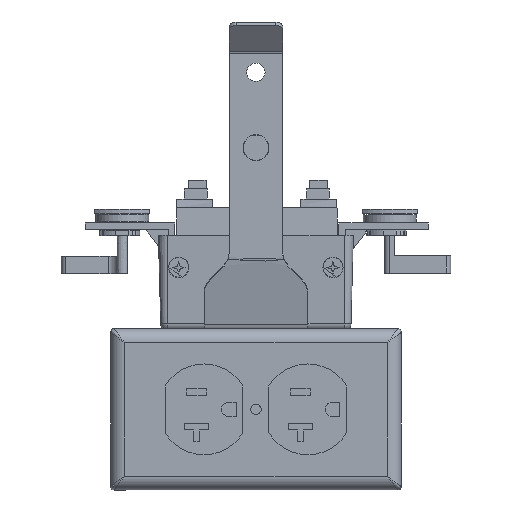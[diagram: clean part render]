
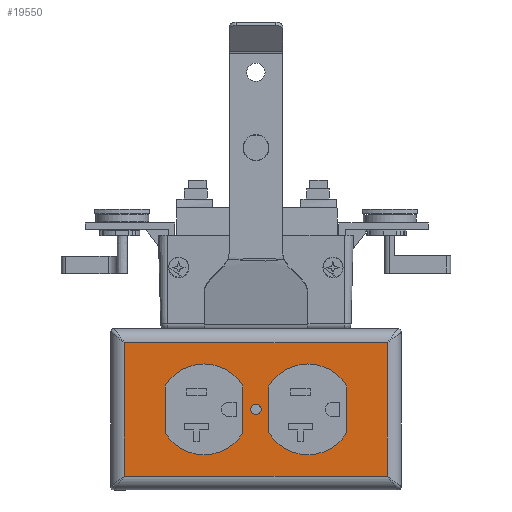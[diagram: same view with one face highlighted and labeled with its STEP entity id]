
A CAD part, front view. The second image highlights one B-rep face of the part: STEP entity #19550.
In plain terms, the highlighted planar face has unit normal (0, -1, 0).
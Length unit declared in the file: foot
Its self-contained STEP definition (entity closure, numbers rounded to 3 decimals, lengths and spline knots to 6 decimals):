
#2084=LINE('',#35212,#4068);
#2085=LINE('',#35214,#4069);
#2086=LINE('',#35216,#4070);
#2087=LINE('',#35217,#4071);
#2088=LINE('',#35219,#4072);
#2089=LINE('',#35221,#4073);
#2090=LINE('',#35224,#4074);
#2091=LINE('',#35227,#4075);
#4068=VECTOR('',#26983,1.);
#4069=VECTOR('',#26984,1.);
#4070=VECTOR('',#26985,1.);
#4071=VECTOR('',#26986,1.);
#4072=VECTOR('',#26987,1.);
#4073=VECTOR('',#26988,1.);
#4074=VECTOR('',#26991,1.);
#4075=VECTOR('',#26994,1.);
#5089=FACE_BOUND('',#7412,.T.);
#5090=FACE_BOUND('',#7413,.T.);
#5091=FACE_BOUND('',#7414,.T.);
#6074=FACE_OUTER_BOUND('',#7411,.T.);
#7411=EDGE_LOOP('',(#16525,#16526,#16527,#16528));
#7412=EDGE_LOOP('',(#16529,#16530,#16531,#16532));
#7413=EDGE_LOOP('',(#16533,#16534,#16535,#16536));
#7414=EDGE_LOOP('',(#16537));
#8230=CIRCLE('',#22235,0.00625);
#8232=CIRCLE('',#22238,0.054688);
#8234=CIRCLE('',#22241,0.054688);
#8235=CIRCLE('',#22243,0.054688);
#8236=CIRCLE('',#22244,0.054688);
#9457=VERTEX_POINT('',#35188);
#9460=VERTEX_POINT('',#35195);
#9461=VERTEX_POINT('',#35197);
#9464=VERTEX_POINT('',#35204);
#9465=VERTEX_POINT('',#35206);
#9466=VERTEX_POINT('',#35210);
#9467=VERTEX_POINT('',#35211);
#9468=VERTEX_POINT('',#35213);
#9469=VERTEX_POINT('',#35215);
#9470=VERTEX_POINT('',#35218);
#9471=VERTEX_POINT('',#35220);
#9472=VERTEX_POINT('',#35223);
#9473=VERTEX_POINT('',#35225);
#11850=EDGE_CURVE('',#9457,#9457,#8230,.T.);
#11853=EDGE_CURVE('',#9460,#9461,#8232,.T.);
#11857=EDGE_CURVE('',#9464,#9465,#8234,.T.);
#11859=EDGE_CURVE('',#9466,#9467,#2084,.T.);
#11860=EDGE_CURVE('',#9467,#9468,#2085,.T.);
#11861=EDGE_CURVE('',#9468,#9469,#2086,.T.);
#11862=EDGE_CURVE('',#9469,#9466,#2087,.T.);
#11863=EDGE_CURVE('',#9470,#9465,#2088,.T.);
#11864=EDGE_CURVE('',#9464,#9471,#2089,.T.);
#11865=EDGE_CURVE('',#9471,#9470,#8235,.T.);
#11866=EDGE_CURVE('',#9460,#9472,#2090,.T.);
#11867=EDGE_CURVE('',#9472,#9473,#8236,.T.);
#11868=EDGE_CURVE('',#9473,#9461,#2091,.T.);
#16525=ORIENTED_EDGE('',*,*,#11859,.T.);
#16526=ORIENTED_EDGE('',*,*,#11860,.T.);
#16527=ORIENTED_EDGE('',*,*,#11861,.T.);
#16528=ORIENTED_EDGE('',*,*,#11862,.T.);
#16529=ORIENTED_EDGE('',*,*,#11863,.T.);
#16530=ORIENTED_EDGE('',*,*,#11857,.F.);
#16531=ORIENTED_EDGE('',*,*,#11864,.T.);
#16532=ORIENTED_EDGE('',*,*,#11865,.T.);
#16533=ORIENTED_EDGE('',*,*,#11866,.T.);
#16534=ORIENTED_EDGE('',*,*,#11867,.T.);
#16535=ORIENTED_EDGE('',*,*,#11868,.T.);
#16536=ORIENTED_EDGE('',*,*,#11853,.F.);
#16537=ORIENTED_EDGE('',*,*,#11850,.F.);
#18368=PLANE('',#22242);
#19550=ADVANCED_FACE('',(#6074,#5089,#5090,#5091),#18368,.T.);
#22235=AXIS2_PLACEMENT_3D('',#35190,#26963,#26964);
#22238=AXIS2_PLACEMENT_3D('',#35198,#26970,#26971);
#22241=AXIS2_PLACEMENT_3D('',#35207,#26978,#26979);
#22242=AXIS2_PLACEMENT_3D('',#35209,#26981,#26982);
#22243=AXIS2_PLACEMENT_3D('',#35222,#26989,#26990);
#22244=AXIS2_PLACEMENT_3D('',#35226,#26992,#26993);
#26963=DIRECTION('center_axis',(0.,-1.,0.));
#26964=DIRECTION('ref_axis',(0.,0.,
-1.));
#26970=DIRECTION('center_axis',(0.,-1.,0.));
#26971=DIRECTION('ref_axis',(0.,0.,
-1.));
#26978=DIRECTION('center_axis',(0.,-1.,0.));
#26979=DIRECTION('ref_axis',(0.,0.,
-1.));
#26981=DIRECTION('center_axis',(0.,-1.,0.));
#26982=DIRECTION('ref_axis',(0.,0.,
-1.));
#26983=DIRECTION('',(0.,0.,1.));
#26984=DIRECTION('',(-1.,0.,0.));
#26985=DIRECTION('',(0.,0.,-1.));
#26986=DIRECTION('',(1.,0.,0.));
#26987=DIRECTION('',(0.,0.,-1.));
#26988=DIRECTION('',(0.,0.,1.));
#26989=DIRECTION('center_axis',(0.,1.,0.));
#26990=DIRECTION('ref_axis',(0.,0.,
-1.));
#26991=DIRECTION('',(0.,0.,1.));
#26992=DIRECTION('center_axis',(0.,1.,0.));
#26993=DIRECTION('ref_axis',(0.,0.,
-1.));
#26994=DIRECTION('',(0.,0.,-1.));
#35188=CARTESIAN_POINT('',(-0.000063,-0.106947,-0.245742));
#35190=CARTESIAN_POINT('Origin',(-0.000063,-0.106947,
-0.251992));
#35195=CARTESIAN_POINT('',(-0.109438,-0.106947,-0.280161));
#35197=CARTESIAN_POINT('',(-0.015688,-0.106947,-0.280161));
#35198=CARTESIAN_POINT('Origin',(-0.062563,-0.106947,
-0.251992));
#35204=CARTESIAN_POINT('',(0.015562,-0.106947,-0.280161));
#35206=CARTESIAN_POINT('',(0.109312,-0.106947,-0.280161));
#35207=CARTESIAN_POINT('Origin',(0.062437,-0.106947,
-0.251992));
#35209=CARTESIAN_POINT('Origin',(0.174937,-0.106947,-0.154909));
#35210=CARTESIAN_POINT('',(0.15827,-0.106947,-0.332409));
#35211=CARTESIAN_POINT('',(0.15827,-0.106947,-0.171576));
#35212=CARTESIAN_POINT('',(0.15827,-0.106947,-0.332409));
#35213=CARTESIAN_POINT('',(-0.158397,-0.106947,-0.171576));
#35214=CARTESIAN_POINT('',(0.15827,-0.106947,-0.171576));
#35215=CARTESIAN_POINT('',(-0.158397,-0.106947,-0.332409));
#35216=CARTESIAN_POINT('',(-0.158397,-0.106947,-0.171576));
#35217=CARTESIAN_POINT('',(-0.158397,-0.106947,-0.332409));
#35218=CARTESIAN_POINT('',(0.109312,-0.106947,-0.223824));
#35219=CARTESIAN_POINT('',(0.109312,-0.106947,-0.223824));
#35220=CARTESIAN_POINT('',(0.015562,-0.106947,-0.223824));
#35221=CARTESIAN_POINT('',(0.015562,-0.106947,-0.280161));
#35222=CARTESIAN_POINT('Origin',(0.062437,-0.106947,
-0.251992));
#35223=CARTESIAN_POINT('',(-0.109438,-0.106947,-0.223824));
#35224=CARTESIAN_POINT('',(-0.109438,-0.106947,-0.280161));
#35225=CARTESIAN_POINT('',(-0.015688,-0.106947,-0.223824));
#35226=CARTESIAN_POINT('Origin',(-0.062563,-0.106947,
-0.251992));
#35227=CARTESIAN_POINT('',(-0.015688,-0.106947,-0.223824));
